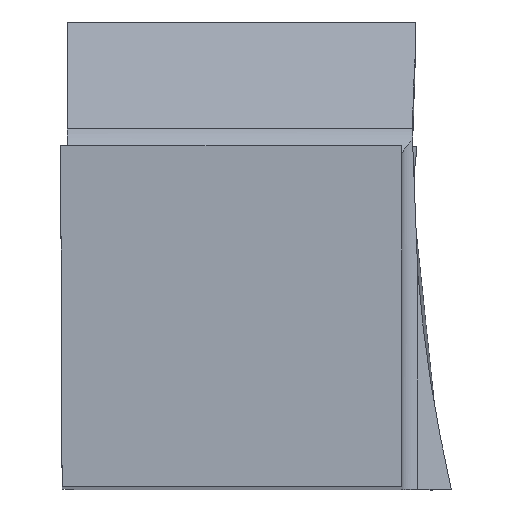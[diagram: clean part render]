
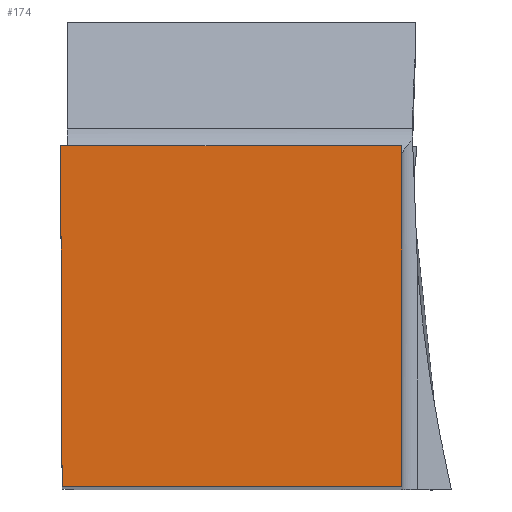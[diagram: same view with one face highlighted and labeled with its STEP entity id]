
A CAD part, top view. The second image highlights one B-rep face of the part: STEP entity #174.
In plain terms, the highlighted planar face has unit normal (0, 0, 1).
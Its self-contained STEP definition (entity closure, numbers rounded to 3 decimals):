
#120=PLANE('',#1475);
#174=ADVANCED_FACE('CU_BACK_SU1',(#251),#120,.F.);
#251=FACE_OUTER_BOUND('',#317,.T.);
#317=EDGE_LOOP('',(#787,#788,#789,#790));
#428=LINE('',#2098,#558);
#436=LINE('',#2135,#566);
#439=LINE('',#2145,#569);
#461=LINE('',#2201,#591);
#558=VECTOR('',#1624,1.);
#566=VECTOR('',#1638,1.);
#569=VECTOR('',#1647,1.);
#591=VECTOR('',#1689,1.);
#787=ORIENTED_EDGE('',*,*,#1215,.T.);
#788=ORIENTED_EDGE('',*,*,#1254,.F.);
#789=ORIENTED_EDGE('',*,*,#1230,.T.);
#790=ORIENTED_EDGE('',*,*,#1225,.T.);
#1083=VERTEX_POINT('',#2097);
#1084=VERTEX_POINT('',#2099);
#1091=VERTEX_POINT('',#2136);
#1095=VERTEX_POINT('',#2146);
#1215=EDGE_CURVE('',#1084,#1083,#428,.T.);
#1225=EDGE_CURVE('',#1091,#1084,#436,.T.);
#1230=EDGE_CURVE('',#1095,#1091,#439,.T.);
#1254=EDGE_CURVE('',#1095,#1083,#461,.T.);
#1475=AXIS2_PLACEMENT_3D('',#2202,#1690,#1691);
#1624=DIRECTION('',(1.,0.,0.));
#1638=DIRECTION('',(0.004,-1.,0.));
#1647=DIRECTION('',(-1.,0.,0.));
#1689=DIRECTION('',(0.,-1.,0.));
#1690=DIRECTION('',(0.,0.,-1.));
#1691=DIRECTION('',(0.,-1.,0.));
#2097=CARTESIAN_POINT('',(24.875,0.,0.));
#2098=CARTESIAN_POINT('',(-23.244,0.,0.));
#2099=CARTESIAN_POINT('',(0.109,0.,0.));
#2135=CARTESIAN_POINT('',(-0.088,44.976,0.));
#2136=CARTESIAN_POINT('',(0.,24.875,0.));
#2145=CARTESIAN_POINT('',(-23.244,24.875,0.));
#2146=CARTESIAN_POINT('',(24.875,24.875,0.));
#2201=CARTESIAN_POINT('',(24.875,44.875,0.));
#2202=CARTESIAN_POINT('',(-23.244,44.875,0.));
